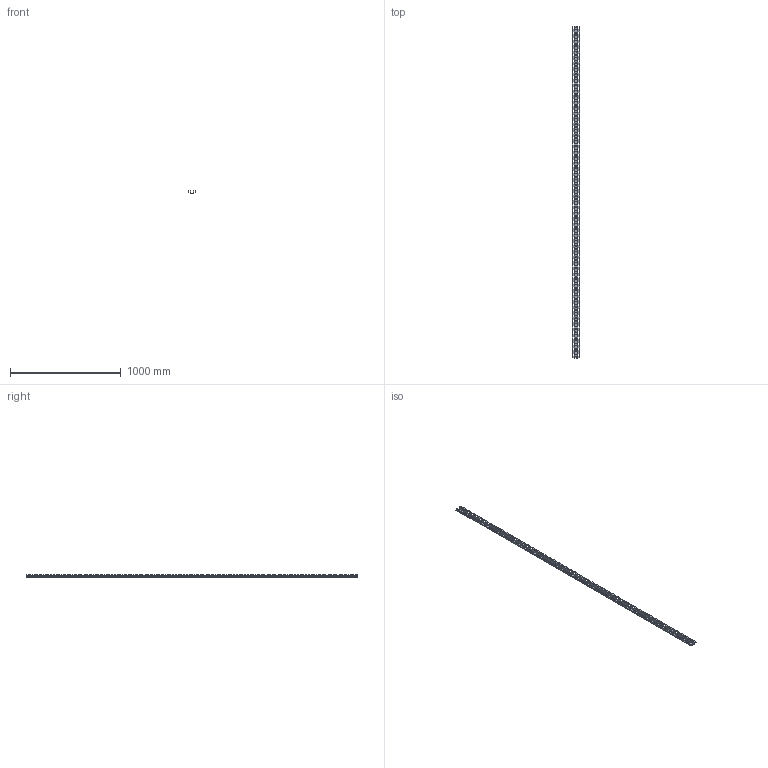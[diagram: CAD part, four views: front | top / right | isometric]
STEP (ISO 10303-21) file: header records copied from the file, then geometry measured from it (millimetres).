
FILE_DESCRIPTION(/* description */ (''),/* implementation_level */ '2;1');
FILE_NAME(/* name */ '013038.stp',/* time_stamp */ '2024-01-03T10:49:02+01:00',/* author */ ('bonnaudn'),/* organization */ (''),/* preprocessor_version */ 'ST-DEVELOPER v19.2',/* originating_system */ 'AutoCAD Mechanical',/* authorisation */ '');
FILE_SCHEMA (('AUTOMOTIVE_DESIGN { 1 0 10303 214 3 1 1 }'));
Length unit declared in the file: millimetre
Products named in the file (1): Product
Bounding box: 68.09 x 2994 x 26.45 mm (x, y, z)
Volume: 454575.7 mm3; surface area: 662223.8 mm2
Topology: 1 solids, 121 shells, 1102 faces, 4140 edges, 2920 vertices
Faces by surface type: plane 858, cylinder 244
Entity records: 44289 total; most frequent: CARTESIAN_POINT 8163, ORIENTED_EDGE 7800, DIRECTION 7074, EDGE_CURVE 4140, LINE 3412, VECTOR 3412, VERTEX_POINT 2920, AXIS2_PLACEMENT_3D 1831
